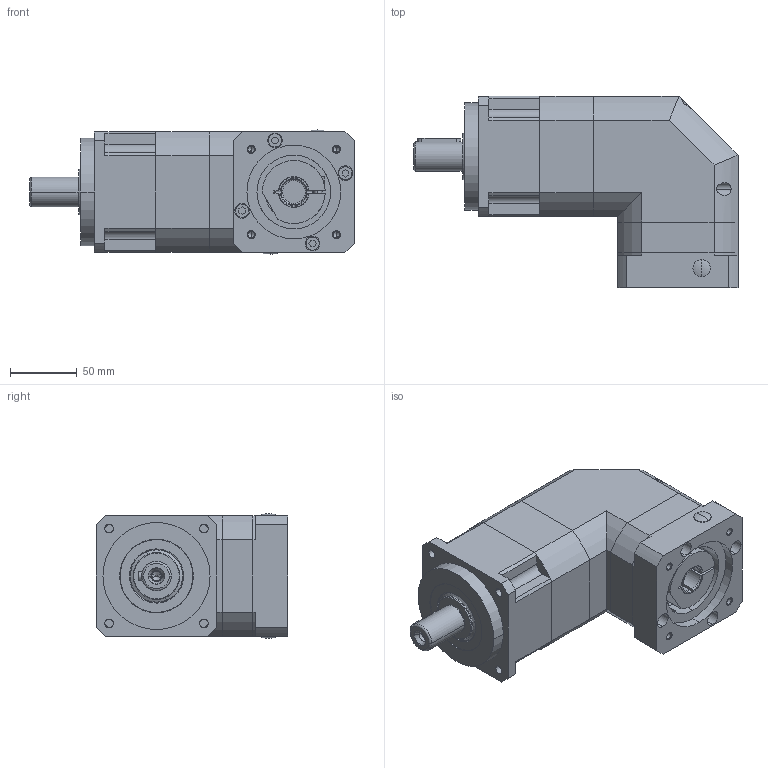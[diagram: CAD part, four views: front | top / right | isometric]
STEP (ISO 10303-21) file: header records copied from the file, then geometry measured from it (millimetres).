
FILE_DESCRIPTION (( 'STEP AP203' ), '1' );
FILE_NAME ('PHFZ090-L2-19-70-90-M6.STEP', '2020-05-20T08:11:39', ( 'ylmfeng' ), ( 'ylmfeng.com' ), 'SwSTEP 2.0', 'SolidWorks 2014', '' );
FILE_SCHEMA (( 'CONFIG_CONTROL_DESIGN' ));
Length unit declared in the file: millimetre
Products named in the file (1): PHFZ090-L2-19-70-90-M6
Bounding box: 242 x 143 x 93 mm (x, y, z)
Volume: 1738796.8 mm3; surface area: 212162.3 mm2
Topology: 29 solids, 30 shells, 690 faces, 1631 edges, 1034 vertices
Faces by surface type: plane 316, cylinder 216, cone 74, torus 56, bspline 28
Entity records: 21114 total; most frequent: CARTESIAN_POINT 5000, DIRECTION 3448, ORIENTED_EDGE 3234, EDGE_CURVE 1617, AXIS2_PLACEMENT_3D 1303, VERTEX_POINT 1034, VECTOR 842, LINE 842
